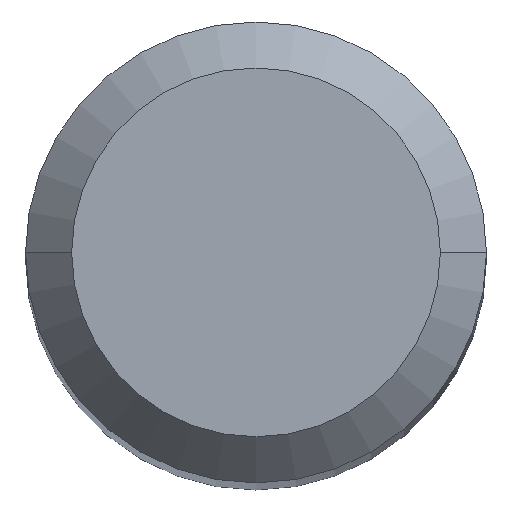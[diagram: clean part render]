
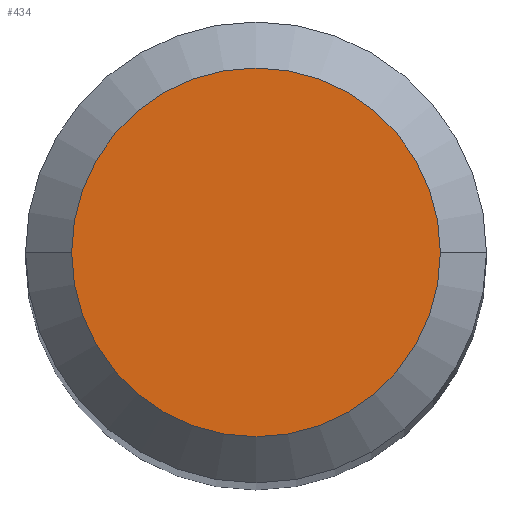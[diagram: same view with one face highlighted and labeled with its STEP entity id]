
A CAD part, top view. The second image highlights one B-rep face of the part: STEP entity #434.
In plain terms, the highlighted planar face has unit normal (0, 0, 1).
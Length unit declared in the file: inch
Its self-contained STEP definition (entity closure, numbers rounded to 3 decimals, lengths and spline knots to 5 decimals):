
#18 = CARTESIAN_POINT ( 'NONE',  ( 0., 0., 0. ) ) ;
#22 = EDGE_LOOP ( 'NONE', ( #339, #266 ) ) ;
#51 = CARTESIAN_POINT ( 'NONE',  ( -0.04724, 0., 0. ) ) ;
#54 = DIRECTION ( 'NONE',  ( 0., 0., 1. ) ) ;
#56 = CIRCLE ( 'NONE', #292, 0.04724 ) ;
#72 = DIRECTION ( 'NONE',  ( 1., 0., 0. ) ) ;
#76 = CARTESIAN_POINT ( 'NONE',  ( 0.04724, 0., 0. ) ) ;
#78 = AXIS2_PLACEMENT_3D ( 'NONE', #18, #470, #201 ) ;
#119 = DIRECTION ( 'NONE',  ( 1., 0., 0. ) ) ;
#135 = EDGE_CURVE ( 'NONE', #403, #300, #56, .T. ) ;
#190 = AXIS2_PLACEMENT_3D ( 'NONE', #265, #340, #72 ) ;
#197 = CARTESIAN_POINT ( 'NONE',  ( 0., 0., 0. ) ) ;
#198 = PLANE ( 'NONE',  #78 ) ;
#201 = DIRECTION ( 'NONE',  ( -1., 0., 0. ) ) ;
#265 = CARTESIAN_POINT ( 'NONE',  ( 0., 0., 0. ) ) ;
#266 = ORIENTED_EDGE ( 'NONE', *, *, #323, .T. ) ;
#292 = AXIS2_PLACEMENT_3D ( 'NONE', #197, #54, #119 ) ;
#300 = VERTEX_POINT ( 'NONE', #76 ) ;
#304 = CIRCLE ( 'NONE', #190, 0.04724 ) ;
#318 = FACE_OUTER_BOUND ( 'NONE', #22, .T. ) ;
#323 = EDGE_CURVE ( 'NONE', #300, #403, #304, .T. ) ;
#339 = ORIENTED_EDGE ( 'NONE', *, *, #135, .T. ) ;
#340 = DIRECTION ( 'NONE',  ( 0., 0., 1. ) ) ;
#403 = VERTEX_POINT ( 'NONE', #51 ) ;
#434 = ADVANCED_FACE ( 'NONE', ( #318 ), #198, .F. ) ;
#470 = DIRECTION ( 'NONE',  ( 0., 0., -1. ) ) ;
